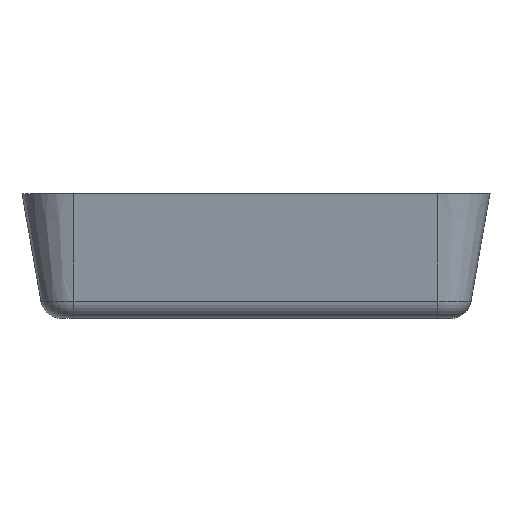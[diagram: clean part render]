
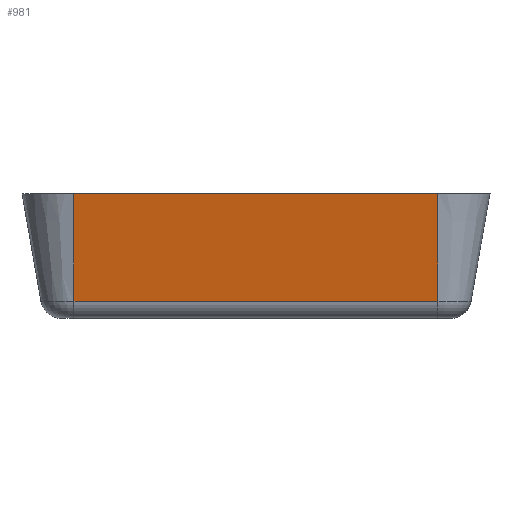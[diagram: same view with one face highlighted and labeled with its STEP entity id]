
A CAD part, left-side view. The second image highlights one B-rep face of the part: STEP entity #981.
In plain terms, the highlighted face is planar.
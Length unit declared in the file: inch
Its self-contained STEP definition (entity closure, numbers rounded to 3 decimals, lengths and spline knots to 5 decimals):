
#79 = DIRECTION ( 'NONE',  ( 1., 0., 0. ) ) ;
#874 = ORIENTED_EDGE ( 'NONE', *, *, #5402, .T. ) ;
#981 = ADVANCED_FACE ( 'NONE', ( #15125 ), #7941, .T. ) ;
#1290 = ORIENTED_EDGE ( 'NONE', *, *, #3578, .T. ) ;
#1548 = VERTEX_POINT ( 'NONE', #6771 ) ;
#1926 = DIRECTION ( 'NONE',  ( 0., 0.174, -0.985 ) ) ;
#1964 = CARTESIAN_POINT ( 'NONE',  ( 0.875, 0., -0.75 ) ) ;
#2097 = CARTESIAN_POINT ( 'NONE',  ( -0.875, 0., -0.75 ) ) ;
#2188 = LINE ( 'NONE', #10870, #8479 ) ;
#3578 = EDGE_CURVE ( 'NONE', #1548, #13063, #2188, .T. ) ;
#3687 = DIRECTION ( 'NONE',  ( 0., -0.985, -0.174 ) ) ;
#4143 = CARTESIAN_POINT ( 'NONE',  ( -0.875, 0., -0.75 ) ) ;
#4941 = EDGE_LOOP ( 'NONE', ( #8667, #1290, #7307, #874 ) ) ;
#5337 = EDGE_CURVE ( 'NONE', #13063, #8685, #9666, .T. ) ;
#5402 = EDGE_CURVE ( 'NONE', #8685, #14109, #11472, .T. ) ;
#5502 = CARTESIAN_POINT ( 'NONE',  ( -0.875, 0., -0.75 ) ) ;
#5675 = AXIS2_PLACEMENT_3D ( 'NONE', #12748, #1926, #11580 ) ;
#6771 = CARTESIAN_POINT ( 'NONE',  ( -0.875, 0.51736, -0.65877 ) ) ;
#6882 = LINE ( 'NONE', #2097, #15107 ) ;
#7285 = EDGE_CURVE ( 'NONE', #1548, #14109, #6882, .T. ) ;
#7307 = ORIENTED_EDGE ( 'NONE', *, *, #5337, .T. ) ;
#7941 = PLANE ( 'NONE',  #5675 ) ;
#8253 = VECTOR ( 'NONE', #10363, 39.37008 ) ;
#8479 = VECTOR ( 'NONE', #79, 39.37008 ) ;
#8667 = ORIENTED_EDGE ( 'NONE', *, *, #7285, .F. ) ;
#8685 = VERTEX_POINT ( 'NONE', #1964 ) ;
#9666 = LINE ( 'NONE', #14484, #10007 ) ;
#10007 = VECTOR ( 'NONE', #3687, 39.37008 ) ;
#10363 = DIRECTION ( 'NONE',  ( -1., 0., 0. ) ) ;
#10870 = CARTESIAN_POINT ( 'NONE',  ( 0.875, 0.51736, -0.65877 ) ) ;
#11472 = LINE ( 'NONE', #5502, #8253 ) ;
#11580 = DIRECTION ( 'NONE',  ( 0., 0.985, 0.174 ) ) ;
#12748 = CARTESIAN_POINT ( 'NONE',  ( -0.875, 0., -0.75 ) ) ;
#13063 = VERTEX_POINT ( 'NONE', #14490 ) ;
#14109 = VERTEX_POINT ( 'NONE', #4143 ) ;
#14484 = CARTESIAN_POINT ( 'NONE',  ( 0.875, 0., -0.75 ) ) ;
#14490 = CARTESIAN_POINT ( 'NONE',  ( 0.875, 0.51736, -0.65877 ) ) ;
#15107 = VECTOR ( 'NONE', #15468, 39.37008 ) ;
#15125 = FACE_OUTER_BOUND ( 'NONE', #4941, .T. ) ;
#15468 = DIRECTION ( 'NONE',  ( 0., -0.985, -0.174 ) ) ;
